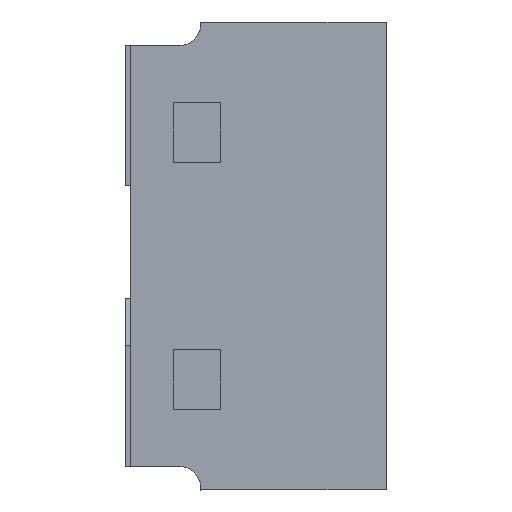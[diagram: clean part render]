
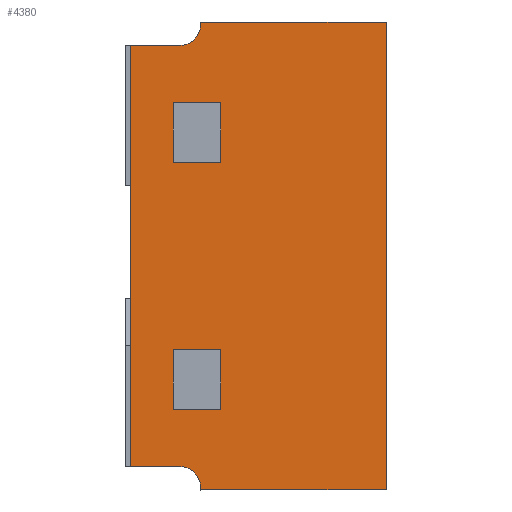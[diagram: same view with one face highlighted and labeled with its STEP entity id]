
A CAD part, left-side view. The second image highlights one B-rep face of the part: STEP entity #4380.
In plain terms, the highlighted planar face has unit normal (-1, 0, 0).
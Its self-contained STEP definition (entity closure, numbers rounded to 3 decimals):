
#26=FACE_BOUND('',#535,.T.);
#27=FACE_BOUND('',#536,.T.);
#102=CIRCLE('',#4701,0.045);
#103=CIRCLE('',#4702,0.045);
#287=FACE_OUTER_BOUND('',#534,.T.);
#534=EDGE_LOOP('',(#3372,#3373,#3374,#3375,#3376,#3377,#3378,#3379,#3380,
#3381));
#535=EDGE_LOOP('',(#3382,#3383,#3384,#3385));
#536=EDGE_LOOP('',(#3386,#3387,#3388,#3389));
#910=LINE('',#6634,#1465);
#926=LINE('',#6680,#1481);
#927=LINE('',#6682,#1482);
#928=LINE('',#6684,#1483);
#929=LINE('',#6688,#1484);
#930=LINE('',#6689,#1485);
#931=LINE('',#6691,#1486);
#932=LINE('',#6692,#1487);
#933=LINE('',#6695,#1488);
#934=LINE('',#6697,#1489);
#935=LINE('',#6699,#1490);
#936=LINE('',#6700,#1491);
#937=LINE('',#6703,#1492);
#938=LINE('',#6705,#1493);
#939=LINE('',#6707,#1494);
#940=LINE('',#6708,#1495);
#1465=VECTOR('',#5408,1000.);
#1481=VECTOR('',#5442,1000.);
#1482=VECTOR('',#5443,1000.);
#1483=VECTOR('',#5444,1000.);
#1484=VECTOR('',#5447,1000.);
#1485=VECTOR('',#5448,1000.);
#1486=VECTOR('',#5449,1000.);
#1487=VECTOR('',#5450,1000.);
#1488=VECTOR('',#5451,1000.);
#1489=VECTOR('',#5452,1000.);
#1490=VECTOR('',#5453,1000.);
#1491=VECTOR('',#5454,1000.);
#1492=VECTOR('',#5455,1000.);
#1493=VECTOR('',#5456,1000.);
#1494=VECTOR('',#5457,1000.);
#1495=VECTOR('',#5458,1000.);
#1960=VERTEX_POINT('',#6632);
#1961=VERTEX_POINT('',#6633);
#1980=VERTEX_POINT('',#6676);
#1981=VERTEX_POINT('',#6677);
#1982=VERTEX_POINT('',#6679);
#1983=VERTEX_POINT('',#6681);
#1984=VERTEX_POINT('',#6683);
#1985=VERTEX_POINT('',#6685);
#1986=VERTEX_POINT('',#6687);
#1987=VERTEX_POINT('',#6690);
#1988=VERTEX_POINT('',#6693);
#1989=VERTEX_POINT('',#6694);
#1990=VERTEX_POINT('',#6696);
#1991=VERTEX_POINT('',#6698);
#1992=VERTEX_POINT('',#6701);
#1993=VERTEX_POINT('',#6702);
#1994=VERTEX_POINT('',#6704);
#1995=VERTEX_POINT('',#6706);
#2462=EDGE_CURVE('',#1960,#1961,#910,.T.);
#2485=EDGE_CURVE('',#1980,#1981,#102,.T.);
#2486=EDGE_CURVE('',#1981,#1982,#926,.T.);
#2487=EDGE_CURVE('',#1983,#1982,#927,.T.);
#2488=EDGE_CURVE('',#1983,#1984,#928,.T.);
#2489=EDGE_CURVE('',#1984,#1985,#103,.T.);
#2490=EDGE_CURVE('',#1985,#1986,#929,.T.);
#2491=EDGE_CURVE('',#1986,#1960,#930,.T.);
#2492=EDGE_CURVE('',#1987,#1961,#931,.T.);
#2493=EDGE_CURVE('',#1987,#1980,#932,.T.);
#2494=EDGE_CURVE('',#1988,#1989,#933,.T.);
#2495=EDGE_CURVE('',#1988,#1990,#934,.T.);
#2496=EDGE_CURVE('',#1990,#1991,#935,.T.);
#2497=EDGE_CURVE('',#1989,#1991,#936,.T.);
#2498=EDGE_CURVE('',#1992,#1993,#937,.T.);
#2499=EDGE_CURVE('',#1992,#1994,#938,.T.);
#2500=EDGE_CURVE('',#1994,#1995,#939,.T.);
#2501=EDGE_CURVE('',#1993,#1995,#940,.T.);
#3372=ORIENTED_EDGE('',*,*,#2485,.T.);
#3373=ORIENTED_EDGE('',*,*,#2486,.T.);
#3374=ORIENTED_EDGE('',*,*,#2487,.F.);
#3375=ORIENTED_EDGE('',*,*,#2488,.T.);
#3376=ORIENTED_EDGE('',*,*,#2489,.T.);
#3377=ORIENTED_EDGE('',*,*,#2490,.T.);
#3378=ORIENTED_EDGE('',*,*,#2491,.T.);
#3379=ORIENTED_EDGE('',*,*,#2462,.T.);
#3380=ORIENTED_EDGE('',*,*,#2492,.F.);
#3381=ORIENTED_EDGE('',*,*,#2493,.T.);
#3382=ORIENTED_EDGE('',*,*,#2494,.F.);
#3383=ORIENTED_EDGE('',*,*,#2495,.T.);
#3384=ORIENTED_EDGE('',*,*,#2496,.T.);
#3385=ORIENTED_EDGE('',*,*,#2497,.F.);
#3386=ORIENTED_EDGE('',*,*,#2498,.F.);
#3387=ORIENTED_EDGE('',*,*,#2499,.T.);
#3388=ORIENTED_EDGE('',*,*,#2500,.T.);
#3389=ORIENTED_EDGE('',*,*,#2501,.F.);
#4155=PLANE('',#4700);
#4380=ADVANCED_FACE('',(#287,#26,#27),#4155,.F.);
#4700=AXIS2_PLACEMENT_3D('',#6675,#5438,#5439);
#4701=AXIS2_PLACEMENT_3D('',#6678,#5440,#5441);
#4702=AXIS2_PLACEMENT_3D('',#6686,#5445,#5446);
#5408=DIRECTION('',(0.,0.,1.));
#5438=DIRECTION('center_axis',(1.,0.,0.));
#5439=DIRECTION('ref_axis',(0.,0.,-1.));
#5440=DIRECTION('center_axis',(1.,0.,0.));
#5441=DIRECTION('ref_axis',(0.,0.,-1.));
#5442=DIRECTION('',(0.,1.,0.));
#5443=DIRECTION('',(0.,0.,1.));
#5444=DIRECTION('',(0.,-1.,0.));
#5445=DIRECTION('center_axis',(1.,0.,0.));
#5446=DIRECTION('ref_axis',(0.,0.,1.));
#5447=DIRECTION('',(0.,0.,-1.));
#5448=DIRECTION('',(0.,-1.,0.));
#5449=DIRECTION('',(0.,-1.,0.));
#5450=DIRECTION('',(0.,0.,-1.));
#5451=DIRECTION('',(0.,0.,-1.));
#5452=DIRECTION('',(0.,-1.,0.));
#5453=DIRECTION('',(0.,0.,-1.));
#5454=DIRECTION('',(0.,-1.,0.));
#5455=DIRECTION('',(0.,0.,-1.));
#5456=DIRECTION('',(0.,-1.,0.));
#5457=DIRECTION('',(0.,0.,-1.));
#5458=DIRECTION('',(0.,-1.,0.));
#6632=CARTESIAN_POINT('',(0.,0.,-1.));
#6633=CARTESIAN_POINT('',(0.,0.,0.));
#6634=CARTESIAN_POINT('',(0.,0.,0.));
#6675=CARTESIAN_POINT('Origin',(0.,0.546,0.));
#6676=CARTESIAN_POINT('',(0.,0.396,-0.005));
#6677=CARTESIAN_POINT('',(0.,0.441,-0.05));
#6678=CARTESIAN_POINT('Origin',(0.,0.441,-0.005));
#6679=CARTESIAN_POINT('',(0.,0.546,-0.05));
#6680=CARTESIAN_POINT('',(0.,0.546,-0.05));
#6681=CARTESIAN_POINT('',(0.,0.546,-0.95));
#6682=CARTESIAN_POINT('',(0.,0.546,0.));
#6683=CARTESIAN_POINT('',(0.,0.441,-0.95));
#6684=CARTESIAN_POINT('',(0.,0.546,-0.95));
#6685=CARTESIAN_POINT('',(0.,0.396,-0.995));
#6686=CARTESIAN_POINT('Origin',(0.,0.441,-0.995));
#6687=CARTESIAN_POINT('',(0.,0.396,-1.));
#6688=CARTESIAN_POINT('',(0.,0.396,-1.));
#6689=CARTESIAN_POINT('',(0.,0.546,-1.));
#6690=CARTESIAN_POINT('',(0.,0.396,0.));
#6691=CARTESIAN_POINT('',(0.,0.546,0.));
#6692=CARTESIAN_POINT('',(0.,0.396,0.));
#6693=CARTESIAN_POINT('',(0.,0.455,-0.7));
#6694=CARTESIAN_POINT('',(0.,0.455,-0.828));
#6695=CARTESIAN_POINT('',(0.,0.455,-0.828));
#6696=CARTESIAN_POINT('',(0.,0.353,-0.7));
#6697=CARTESIAN_POINT('',(0.,0.455,-0.7));
#6698=CARTESIAN_POINT('',(0.,0.353,-0.828));
#6699=CARTESIAN_POINT('',(0.,0.353,-0.828));
#6700=CARTESIAN_POINT('',(0.,0.455,-0.828));
#6701=CARTESIAN_POINT('',(0.,0.455,-0.172));
#6702=CARTESIAN_POINT('',(0.,0.455,-0.3));
#6703=CARTESIAN_POINT('',(0.,0.455,-0.172));
#6704=CARTESIAN_POINT('',(0.,0.353,-0.172));
#6705=CARTESIAN_POINT('',(0.,0.455,-0.172));
#6706=CARTESIAN_POINT('',(0.,0.353,-0.3));
#6707=CARTESIAN_POINT('',(0.,0.353,-0.172));
#6708=CARTESIAN_POINT('',(0.,0.455,-0.3));
